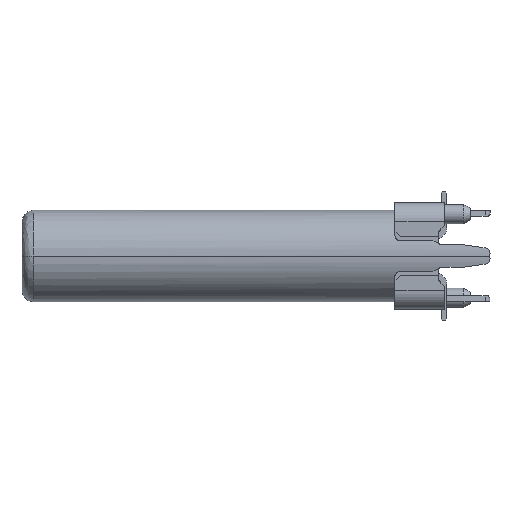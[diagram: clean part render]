
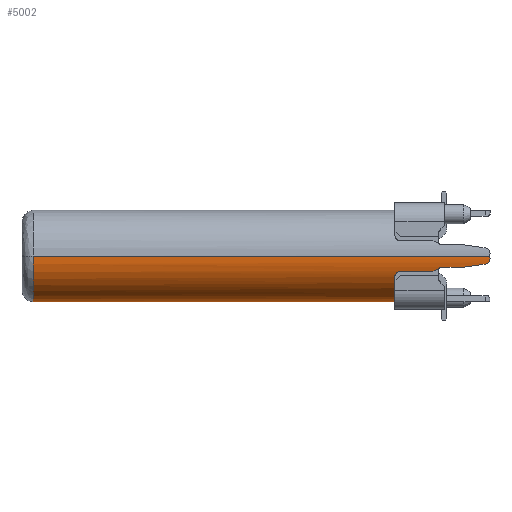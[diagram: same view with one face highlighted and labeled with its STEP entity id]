
A CAD part, left-side view. The second image highlights one B-rep face of the part: STEP entity #5002.
In plain terms, the highlighted cylindrical face has radius 1.2 mm (diameter 2.4 mm), a partial arc.
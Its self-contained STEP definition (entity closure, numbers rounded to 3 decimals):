
#5002=ADVANCED_FACE('NONE',(#7934),#7935,.T.);
#7934=FACE_OUTER_BOUND('',#16388,.T.);
#7935=CYLINDRICAL_SURFACE('',#16389,1.2);
#16388=EDGE_LOOP('',(#20477,#20478,#20479,#20480,#20481,#20482,#20483,#20484,#20485,#20486,#20487));
#16389=AXIS2_PLACEMENT_3D('',#20488,#20489,#20490);
#20477=ORIENTED_EDGE('',*,*,#27512,.T.);
#20478=ORIENTED_EDGE('',*,*,#27513,.T.);
#20479=ORIENTED_EDGE('',*,*,#27514,.T.);
#20480=ORIENTED_EDGE('',*,*,#27515,.T.);
#20481=ORIENTED_EDGE('',*,*,#27516,.T.);
#20482=ORIENTED_EDGE('',*,*,#27517,.T.);
#20483=ORIENTED_EDGE('',*,*,#27518,.T.);
#20484=ORIENTED_EDGE('',*,*,#27519,.T.);
#20485=ORIENTED_EDGE('',*,*,#27520,.T.);
#20486=ORIENTED_EDGE('',*,*,#27521,.T.);
#20487=ORIENTED_EDGE('',*,*,#27522,.T.);
#20488=CARTESIAN_POINT('',(-2.925,0.463,-2.4));
#20489=DIRECTION('',(0.,-1.0,0.));
#20490=DIRECTION('',(-1.0,0.,0.));
#27512=EDGE_CURVE('NONE',#35887,#35888,#35889,.T.);
#27513=EDGE_CURVE('NONE',#35888,#35872,#35890,.T.);
#27514=EDGE_CURVE('NONE',#35872,#35891,#35892,.T.);
#27515=EDGE_CURVE('NONE',#35891,#35893,#35894,.T.);
#27516=EDGE_CURVE('NONE',#35893,#35895,#35896,.T.);
#27517=EDGE_CURVE('NONE',#35895,#35897,#35898,.T.);
#27518=EDGE_CURVE('NONE',#35897,#35899,#35900,.T.);
#27519=EDGE_CURVE('NONE',#35899,#35901,#35902,.T.);
#27520=EDGE_CURVE('NONE',#35901,#35903,#35904,.T.);
#27521=EDGE_CURVE('NONE',#35903,#35905,#35906,.T.);
#27522=EDGE_CURVE('NONE',#35905,#35887,#35907,.T.);
#35872=VERTEX_POINT('NONE',#40295);
#35887=VERTEX_POINT('NONE',#40324);
#35888=VERTEX_POINT('NONE',#40325);
#35889=CIRCLE('',#40326,1.2);
#35890=LINE('',#40327,#40328);
#35891=VERTEX_POINT('NONE',#40329);
#35892=CIRCLE('',#40330,1.2);
#35893=VERTEX_POINT('NONE',#40331);
#35894=LINE('',#40332,#40333);
#35895=VERTEX_POINT('NONE',#40334);
#35896=CIRCLE('',#40335,1.2);
#35897=VERTEX_POINT('NONE',#40336);
#35898=B_SPLINE_CURVE_WITH_KNOTS('',3,(#40337,#40338,#40339,#40340,#40341,#40342),.UNSPECIFIED.,.F.,.F.,(4,2,4),(0.,0.,0.),.UNSPECIFIED.);
#35899=VERTEX_POINT('NONE',#40343);
#35900=LINE('',#40344,#40345);
#35901=VERTEX_POINT('NONE',#40346);
#35902=(B_SPLINE_CURVE(3,(#40348,#40349,#40350,#40351),.UNSPECIFIED.,.F.,.F.)B_SPLINE_CURVE_WITH_KNOTS((4,4),(1.231,1.318),.UNSPECIFIED.)RATIONAL_B_SPLINE_CURVE((1.0,0.999,0.999,1.0))BOUNDED_CURVE()REPRESENTATION_ITEM('')GEOMETRIC_REPRESENTATION_ITEM()CURVE());
#35903=VERTEX_POINT('NONE',#40358);
#35904=LINE('',#40359,#40360);
#35905=VERTEX_POINT('NONE',#40361);
#35906=(B_SPLINE_CURVE(3,(#40363,#40364,#40365,#40366),.UNSPECIFIED.,.F.,.F.)B_SPLINE_CURVE_WITH_KNOTS((4,4),(1.318,1.389),.UNSPECIFIED.)RATIONAL_B_SPLINE_CURVE((1.0,1.,1.,1.0))BOUNDED_CURVE()REPRESENTATION_ITEM('')GEOMETRIC_REPRESENTATION_ITEM()CURVE());
#35907=B_SPLINE_CURVE_WITH_KNOTS('',3,(#40373,#40374,#40375,#40376,#40377,#40378,#40379,#40380,#40381,#40382,#40383,#40384,#40385,#40386,#40387,#40388),.UNSPECIFIED.,.F.,.F.,(4,3,3,3,3,4),(0.,0.,0.,0.,0.,0.),.UNSPECIFIED.);
#40295=CARTESIAN_POINT('',(-4.125,10.863,-2.4));
#40324=CARTESIAN_POINT('',(-4.123,-1.137,-2.469));
#40325=CARTESIAN_POINT('',(-4.125,-1.137,-2.4));
#40326=AXIS2_PLACEMENT_3D('',#42866,#42867,#42868);
#40327=CARTESIAN_POINT('',(-4.125,0.463,-2.4));
#40328=VECTOR('',#42869,1000.0);
#40329=CARTESIAN_POINT('',(-2.925,10.863,-3.6));
#40330=AXIS2_PLACEMENT_3D('',#42870,#42871,#42872);
#40331=CARTESIAN_POINT('',(-2.925,1.363,-3.6));
#40332=CARTESIAN_POINT('',(-2.925,0.463,-3.6));
#40333=VECTOR('',#42873,1000.0);
#40334=CARTESIAN_POINT('',(-3.992,1.363,-2.95));
#40335=AXIS2_PLACEMENT_3D('',#42874,#42875,#42876);
#40336=CARTESIAN_POINT('',(-4.056,1.213,-2.8));
#40337=CARTESIAN_POINT('',(-3.992,1.363,-2.95));
#40338=CARTESIAN_POINT('',(-4.011,1.363,-2.913));
#40339=CARTESIAN_POINT('',(-4.027,1.349,-2.876));
#40340=CARTESIAN_POINT('',(-4.05,1.294,-2.818));
#40341=CARTESIAN_POINT('',(-4.056,1.254,-2.8));
#40342=CARTESIAN_POINT('',(-4.056,1.213,-2.8));
#40343=CARTESIAN_POINT('',(-4.056,0.363,-2.8));
#40344=CARTESIAN_POINT('',(-4.056,0.463,-2.8));
#40345=VECTOR('',#42877,1000.0);
#40346=CARTESIAN_POINT('',(-4.087,0.163,-2.7));
#40348=CARTESIAN_POINT('',(-4.056,0.363,-2.8));
#40349=CARTESIAN_POINT('',(-4.068,0.297,-2.767));
#40350=CARTESIAN_POINT('',(-4.078,0.23,-2.734));
#40351=CARTESIAN_POINT('',(-4.087,0.163,-2.7));
#40358=CARTESIAN_POINT('',(-4.087,-0.387,-2.7));
#40359=CARTESIAN_POINT('',(-4.087,0.463,-2.7));
#40360=VECTOR('',#42878,1000.0);
#40361=CARTESIAN_POINT('',(-4.105,-1.007,-2.617));
#40363=CARTESIAN_POINT('',(-4.087,-0.387,-2.7));
#40364=CARTESIAN_POINT('',(-4.094,-0.592,-2.673));
#40365=CARTESIAN_POINT('',(-4.1,-0.799,-2.645));
#40366=CARTESIAN_POINT('',(-4.105,-1.007,-2.617));
#40373=CARTESIAN_POINT('',(-4.105,-1.007,-2.617));
#40374=CARTESIAN_POINT('',(-4.106,-1.024,-2.615));
#40375=CARTESIAN_POINT('',(-4.106,-1.04,-2.61));
#40376=CARTESIAN_POINT('',(-4.108,-1.055,-2.603));
#40377=CARTESIAN_POINT('',(-4.109,-1.07,-2.595));
#40378=CARTESIAN_POINT('',(-4.111,-1.083,-2.585));
#40379=CARTESIAN_POINT('',(-4.112,-1.095,-2.573));
#40380=CARTESIAN_POINT('',(-4.114,-1.107,-2.561));
#40381=CARTESIAN_POINT('',(-4.116,-1.116,-2.547));
#40382=CARTESIAN_POINT('',(-4.118,-1.123,-2.531));
#40383=CARTESIAN_POINT('',(-4.119,-1.13,-2.516));
#40384=CARTESIAN_POINT('',(-4.121,-1.135,-2.499));
#40385=CARTESIAN_POINT('',(-4.122,-1.137,-2.482));
#40386=CARTESIAN_POINT('',(-4.122,-1.137,-2.478));
#40387=CARTESIAN_POINT('',(-4.123,-1.137,-2.473));
#40388=CARTESIAN_POINT('',(-4.123,-1.137,-2.469));
#42866=CARTESIAN_POINT('',(-2.925,-1.137,-2.4));
#42867=DIRECTION('',(0.,1.0,0.));
#42868=DIRECTION('',(-1.0,0.,0.));
#42869=DIRECTION('',(0.,1.0,0.));
#42870=CARTESIAN_POINT('',(-2.925,10.863,-2.4));
#42871=DIRECTION('',(0.,-1.0,0.));
#42872=DIRECTION('',(-1.0,0.,0.));
#42873=DIRECTION('',(0.,-1.0,0.));
#42874=CARTESIAN_POINT('',(-2.925,1.363,-2.4));
#42875=DIRECTION('',(0.,1.0,0.));
#42876=DIRECTION('',(-1.0,0.,0.));
#42877=DIRECTION('',(0.,-1.0,0.));
#42878=DIRECTION('',(0.,-1.0,0.));
